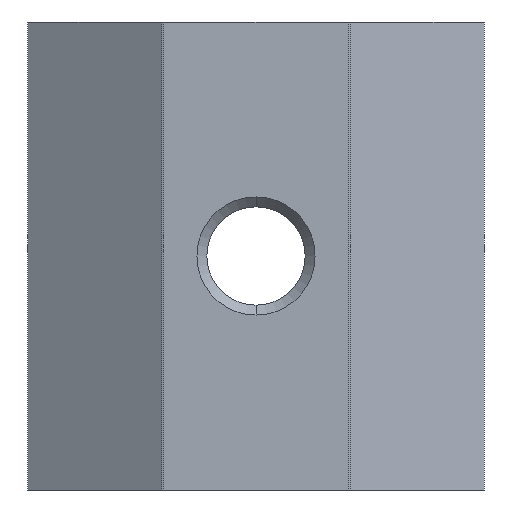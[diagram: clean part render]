
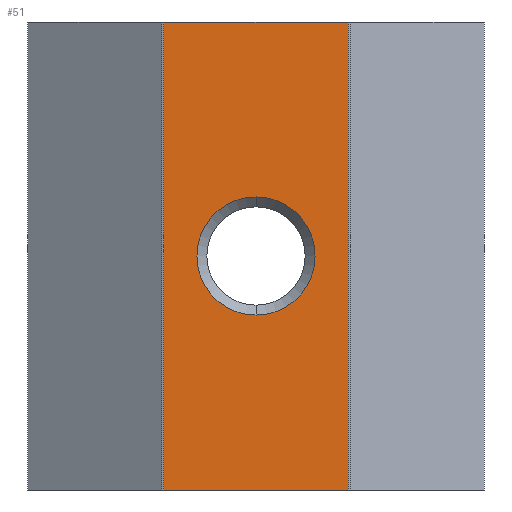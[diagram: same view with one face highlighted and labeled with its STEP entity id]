
A CAD part, front view. The second image highlights one B-rep face of the part: STEP entity #51.
In plain terms, the highlighted planar face has unit normal (0, -1, 0).
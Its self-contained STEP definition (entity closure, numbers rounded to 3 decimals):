
#2 = ORIENTED_EDGE ( 'NONE', *, *, #247, .T. ) ;
#15 = DIRECTION ( 'NONE',  ( 0., 1., 0. ) ) ;
#51 = ADVANCED_FACE ( 'NONE', ( #618, #407 ), #422, .F. ) ;
#57 = CARTESIAN_POINT ( 'NONE',  ( 3.941, -9.5, 10. ) ) ;
#63 = DIRECTION ( 'NONE',  ( 0., 0., 1. ) ) ;
#67 = VECTOR ( 'NONE', #830, 1000. ) ;
#103 = AXIS2_PLACEMENT_3D ( 'NONE', #568, #15, #562 ) ;
#110 = CARTESIAN_POINT ( 'NONE',  ( 0., -9.5, -2.525 ) ) ;
#120 = CARTESIAN_POINT ( 'NONE',  ( -3.941, -9.5, -10. ) ) ;
#124 = DIRECTION ( 'NONE',  ( 0., 0., -1. ) ) ;
#145 = VERTEX_POINT ( 'NONE', #186 ) ;
#152 = ORIENTED_EDGE ( 'NONE', *, *, #439, .T. ) ;
#172 = EDGE_CURVE ( 'NONE', #799, #845, #725, .T. ) ;
#173 = VECTOR ( 'NONE', #124, 1000. ) ;
#186 = CARTESIAN_POINT ( 'NONE',  ( 0., -9.5, 2.525 ) ) ;
#198 = ORIENTED_EDGE ( 'NONE', *, *, #421, .F. ) ;
#202 = EDGE_CURVE ( 'NONE', #145, #672, #558, .T. ) ;
#225 = VERTEX_POINT ( 'NONE', #654 ) ;
#244 = VECTOR ( 'NONE', #656, 1000. ) ;
#247 = EDGE_CURVE ( 'NONE', #225, #810, #462, .T. ) ;
#272 = CARTESIAN_POINT ( 'NONE',  ( 0., -9.5, 0. ) ) ;
#280 = VECTOR ( 'NONE', #501, 1000. ) ;
#308 = CIRCLE ( 'NONE', #720, 2.525 ) ;
#325 = EDGE_LOOP ( 'NONE', ( #152, #356, #198, #2 ) ) ;
#329 = AXIS2_PLACEMENT_3D ( 'NONE', #588, #446, #741 ) ;
#354 = EDGE_CURVE ( 'NONE', #672, #145, #308, .T. ) ;
#356 = ORIENTED_EDGE ( 'NONE', *, *, #172, .T. ) ;
#363 = CARTESIAN_POINT ( 'NONE',  ( -4., -9.5, 10. ) ) ;
#407 = FACE_OUTER_BOUND ( 'NONE', #325, .T. ) ;
#421 = EDGE_CURVE ( 'NONE', #225, #845, #755, .T. ) ;
#422 = PLANE ( 'NONE',  #103 ) ;
#427 = LINE ( 'NONE', #563, #280 ) ;
#439 = EDGE_CURVE ( 'NONE', #810, #799, #427, .T. ) ;
#446 = DIRECTION ( 'NONE',  ( 0., 1., 0. ) ) ;
#462 = LINE ( 'NONE', #736, #173 ) ;
#472 = ORIENTED_EDGE ( 'NONE', *, *, #202, .T. ) ;
#478 = ORIENTED_EDGE ( 'NONE', *, *, #354, .T. ) ;
#501 = DIRECTION ( 'NONE',  ( 1., 0., 0. ) ) ;
#534 = CARTESIAN_POINT ( 'NONE',  ( 3.941, -9.5, 10. ) ) ;
#545 = DIRECTION ( 'NONE',  ( 0., 1., 0. ) ) ;
#558 = CIRCLE ( 'NONE', #329, 2.525 ) ;
#562 = DIRECTION ( 'NONE',  ( 0., 0., 1. ) ) ;
#563 = CARTESIAN_POINT ( 'NONE',  ( -4., -9.5, -10. ) ) ;
#568 = CARTESIAN_POINT ( 'NONE',  ( -4., -9.5, 10. ) ) ;
#588 = CARTESIAN_POINT ( 'NONE',  ( 0., -9.5, 0. ) ) ;
#618 = FACE_BOUND ( 'NONE', #744, .T. ) ;
#654 = CARTESIAN_POINT ( 'NONE',  ( -3.941, -9.5, 10. ) ) ;
#656 = DIRECTION ( 'NONE',  ( 0., 0., 1. ) ) ;
#672 = VERTEX_POINT ( 'NONE', #110 ) ;
#720 = AXIS2_PLACEMENT_3D ( 'NONE', #272, #545, #63 ) ;
#725 = LINE ( 'NONE', #534, #244 ) ;
#736 = CARTESIAN_POINT ( 'NONE',  ( -3.941, -9.5, 10. ) ) ;
#741 = DIRECTION ( 'NONE',  ( 0., 0., 1. ) ) ;
#744 = EDGE_LOOP ( 'NONE', ( #478, #472 ) ) ;
#755 = LINE ( 'NONE', #363, #67 ) ;
#799 = VERTEX_POINT ( 'NONE', #869 ) ;
#810 = VERTEX_POINT ( 'NONE', #120 ) ;
#830 = DIRECTION ( 'NONE',  ( 1., 0., 0. ) ) ;
#845 = VERTEX_POINT ( 'NONE', #57 ) ;
#869 = CARTESIAN_POINT ( 'NONE',  ( 3.941, -9.5, -10. ) ) ;
